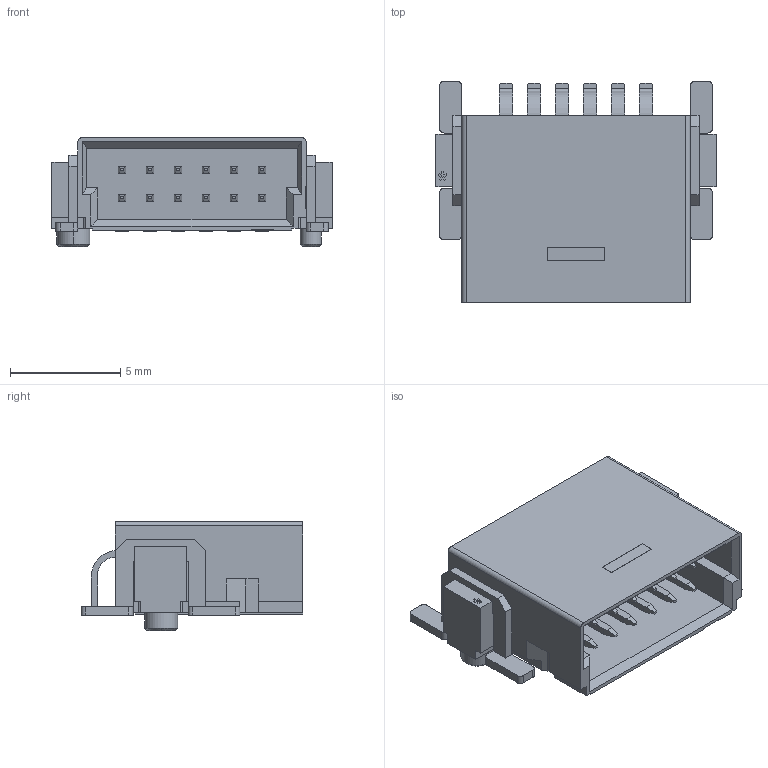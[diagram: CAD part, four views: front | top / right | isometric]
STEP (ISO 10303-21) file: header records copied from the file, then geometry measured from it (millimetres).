
FILE_DESCRIPTION(('Creo Elements/Direct Modeling STEP Export'),'2;1');
FILE_NAME('model.stp','2022-08-26T13:21:53',(''),(''),'Creo Elements/Direct Modeling STEP processor for AP214 (Solid Model)','Creo Elements/Direct Modeling 20.1D 10-Oct-2020 (C) Parametric Technology GmbH','');
FILE_SCHEMA(('AUTOMOTIVE_DESIGN { 1 0 10303 214 1 1 1 1 }'));
Length unit declared in the file: millimetre
Products named in the file (5): LP_FR_1_27_MH_CONTACT_A.1; LR_FR_1_27_BOARD_LOCK; GEH_FR_1_27_12_MH_HOUSING; LP_FR_1_27_MH_CONTACT_B.1; FR 1.27- 12-MH
Assembly tree (15 placements, depth 2):
  FR 1.27- 12-MH
    LP_FR_1_27_MH_CONTACT_B.1  x6
    LP_FR_1_27_MH_CONTACT_A.1  x6
    GEH_FR_1_27_12_MH_HOUSING
    LR_FR_1_27_BOARD_LOCK  x2
Bounding box: 12.71 x 10.05 x 4.96 mm (x, y, z)
Volume: 235.6 mm3; surface area: 860.1 mm2
Topology: 15 solids, 15 shells, 656 faces, 1802 edges, 1181 vertices
Faces by surface type: plane 558, cylinder 94, cone 4
Entity records: 12333 total; most frequent: ORIENTED_EDGE 1752, CARTESIAN_POINT 1713, DIRECTION 1490, EDGE_CURVE 876, VECTOR 782, LINE 782, VERTEX_POINT 577, AXIS2_PLACEMENT_3D 354
